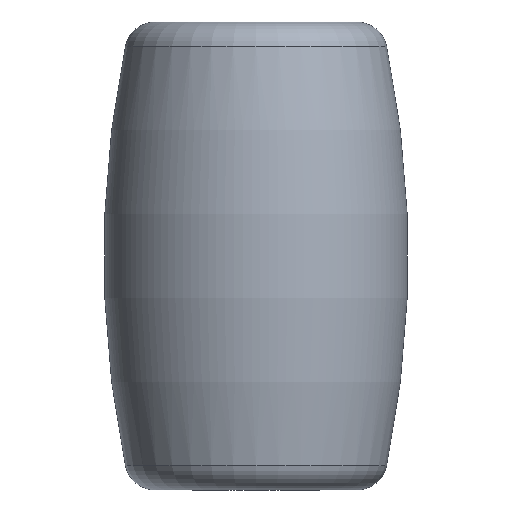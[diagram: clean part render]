
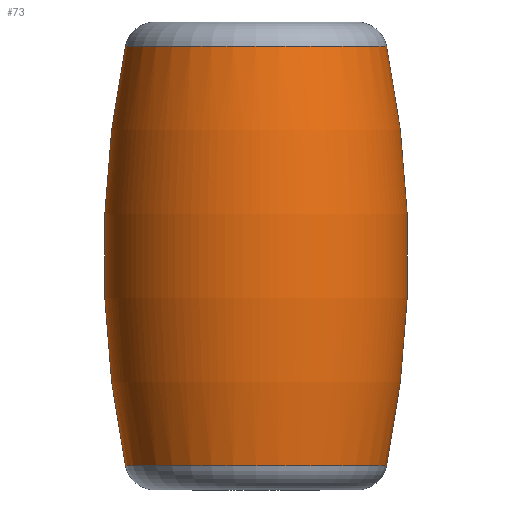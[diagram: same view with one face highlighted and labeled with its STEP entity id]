
A CAD part, front view. The second image highlights one B-rep face of the part: STEP entity #73.
In plain terms, the highlighted toroidal (fillet/blend) face has major radius 58.01 mm and minor radius 67.949 mm.
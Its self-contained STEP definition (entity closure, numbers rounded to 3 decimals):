
#22 = AXIS2_PLACEMENT_3D ( 'NONE', #132, #279, #105 ) ;
#37 = EDGE_CURVE ( 'NONE', #64, #112, #156, .T. ) ;
#46 = CIRCLE ( 'NONE', #81, 67.949 ) ;
#64 = VERTEX_POINT ( 'NONE', #107 ) ;
#66 = CARTESIAN_POINT ( 'NONE',  ( 0., 1.31, 13.703 ) ) ;
#73 = ADVANCED_FACE ( 'NONE', ( #229 ), #281, .T. ) ;
#79 = DIRECTION ( 'NONE',  ( 0., 0., 1. ) ) ;
#81 = AXIS2_PLACEMENT_3D ( 'NONE', #160, #257, #101 ) ;
#97 = ORIENTED_EDGE ( 'NONE', *, *, #139, .F. ) ;
#100 = ORIENTED_EDGE ( 'NONE', *, *, #185, .T. ) ;
#101 = DIRECTION ( 'NONE',  ( -1., 0., 0. ) ) ;
#102 = CARTESIAN_POINT ( 'NONE',  ( 8.543, 1.31, -13.703 ) ) ;
#105 = DIRECTION ( 'NONE',  ( 0., 0., -1. ) ) ;
#107 = CARTESIAN_POINT ( 'NONE',  ( -8.543, 1.31, -13.703 ) ) ;
#112 = VERTEX_POINT ( 'NONE', #102 ) ;
#132 = CARTESIAN_POINT ( 'NONE',  ( -58.01, 1.31, 0. ) ) ;
#139 = EDGE_CURVE ( 'NONE', #64, #266, #46, .T. ) ;
#142 = EDGE_LOOP ( 'NONE', ( #97, #298, #100, #309 ) ) ;
#152 = DIRECTION ( 'NONE',  ( 0., 0., 1. ) ) ;
#156 = CIRCLE ( 'NONE', #193, 8.543 ) ;
#160 = CARTESIAN_POINT ( 'NONE',  ( 58.01, 1.31, 0. ) ) ;
#185 = EDGE_CURVE ( 'NONE', #112, #211, #253, .T. ) ;
#193 = AXIS2_PLACEMENT_3D ( 'NONE', #273, #152, #300 ) ;
#195 = DIRECTION ( 'NONE',  ( 0., 0., -1. ) ) ;
#211 = VERTEX_POINT ( 'NONE', #287 ) ;
#212 = AXIS2_PLACEMENT_3D ( 'NONE', #302, #79, #233 ) ;
#229 = FACE_OUTER_BOUND ( 'NONE', #142, .T. ) ;
#233 = DIRECTION ( 'NONE',  ( 1., 0., 0. ) ) ;
#234 = EDGE_CURVE ( 'NONE', #211, #266, #276, .T. ) ;
#237 = CARTESIAN_POINT ( 'NONE',  ( -8.543, 1.31, 13.703 ) ) ;
#253 = CIRCLE ( 'NONE', #22, 67.949 ) ;
#257 = DIRECTION ( 'NONE',  ( 0., 1., 0. ) ) ;
#266 = VERTEX_POINT ( 'NONE', #237 ) ;
#273 = CARTESIAN_POINT ( 'NONE',  ( 0., 1.31, -13.703 ) ) ;
#276 = CIRCLE ( 'NONE', #285, 8.543 ) ;
#279 = DIRECTION ( 'NONE',  ( 0., -1., 0. ) ) ;
#281 = TOROIDAL_SURFACE ( 'NONE', #212, -58.01, 67.949 ) ;
#284 = DIRECTION ( 'NONE',  ( -1., 0., 0. ) ) ;
#285 = AXIS2_PLACEMENT_3D ( 'NONE', #66, #195, #284 ) ;
#287 = CARTESIAN_POINT ( 'NONE',  ( 8.543, 1.31, 13.703 ) ) ;
#298 = ORIENTED_EDGE ( 'NONE', *, *, #37, .T. ) ;
#300 = DIRECTION ( 'NONE',  ( 1., 0., 0. ) ) ;
#302 = CARTESIAN_POINT ( 'NONE',  ( 0., 1.31, 0. ) ) ;
#309 = ORIENTED_EDGE ( 'NONE', *, *, #234, .T. ) ;
